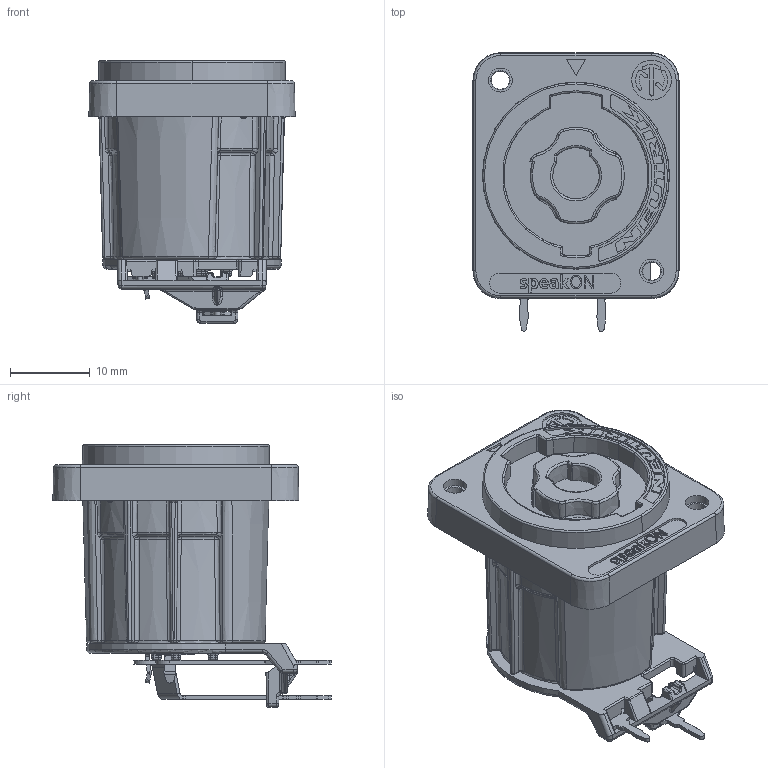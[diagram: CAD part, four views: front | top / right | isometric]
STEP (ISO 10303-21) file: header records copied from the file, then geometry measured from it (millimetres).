
FILE_DESCRIPTION((''),'2;1');
FILE_NAME('30010628','2023-07-19T10:58:34',('SYSTEM'),(''),'CREO PARAMETRIC BY PTC INC, 2021184','CREO PARAMETRIC BY PTC INC, 2021184','');
FILE_SCHEMA(('CONFIG_CONTROL_DESIGN'));
Products named in the file (1): 30010628
Bounding box: 25.9 x 34.95 x 33 mm (x, y, z)
Volume: 10820.9 mm3; surface area: 5734.3 mm2
Topology: 1 solids, 5 shells, 1521 faces, 3689 edges, 2219 vertices
Faces by surface type: plane 451, cylinder 365, bspline 297, extrusion 165, sphere 86, torus 83, cone 74
Entity records: 62984 total; most frequent: CARTESIAN_POINT 30193, ORIENTED_EDGE 7378, DIRECTION 5850, EDGE_CURVE 3689, VERTEX_POINT 2219, AXIS2_PLACEMENT_3D 2030, VECTOR 1790, LINE 1625
